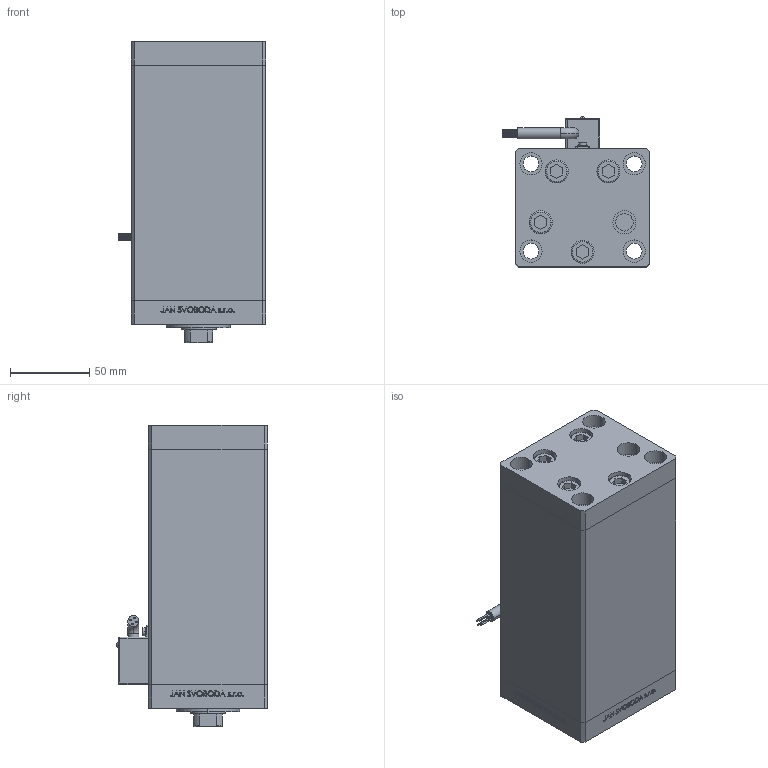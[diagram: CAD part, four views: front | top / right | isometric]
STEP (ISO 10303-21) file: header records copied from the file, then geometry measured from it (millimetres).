
FILE_DESCRIPTION (( 'STEP AP203' ), '1' );
FILE_NAME ('adfc.STEP', '2024-01-08T22:32:16', ( '' ), ( '' ), 'SwSTEP 2.0', 'SolidWorks 2019', '' );
FILE_SCHEMA (( 'CONFIG_CONTROL_DESIGN' ));
Length unit declared in the file: millimetre
Products named in the file (7): adfc; Magnetic_Switch_MSU4 ce70a93bfcd4673c1e3c7a69508bff54; V220C_VC_C ce70a93bfcd4673c1e3c7a69508bff54; ALLEN BOLT ce70a93bfcd4673c1e3c7a69508bff54; V220C FRONT ce70a93bfcd4673c1e3c7a69508bff54; V220C BACK_C ce70a93bfcd4673c1e3c7a69508bff54; V220C_C MIDDLE ce70a93bfcd4673c1e3c7a69508bff54
Assembly tree (14 placements, depth 2):
  adfc
    ALLEN BOLT ce70a93bfcd4673c1e3c7a69508bff54  x9
    V220C_C MIDDLE ce70a93bfcd4673c1e3c7a69508bff54
    V220C FRONT ce70a93bfcd4673c1e3c7a69508bff54
    Magnetic_Switch_MSU4 ce70a93bfcd4673c1e3c7a69508bff54
    V220C_VC_C ce70a93bfcd4673c1e3c7a69508bff54
    V220C BACK_C ce70a93bfcd4673c1e3c7a69508bff54
Bounding box: 93.3 x 95.1 x 190 mm (x, y, z)
Volume: 964221.4 mm3; surface area: 186155.7 mm2
Topology: 14 solids, 15 shells, 1273 faces, 3128 edges, 2040 vertices
Faces by surface type: plane 581, bspline 380, cylinder 212, torus 44, cone 44, sphere 12
Entity records: 52241 total; most frequent: CARTESIAN_POINT 27122, ORIENTED_EDGE 5500, DIRECTION 3848, EDGE_CURVE 2750, VERTEX_POINT 1816, LINE 1572, VECTOR 1572, EDGE_LOOP 1296
